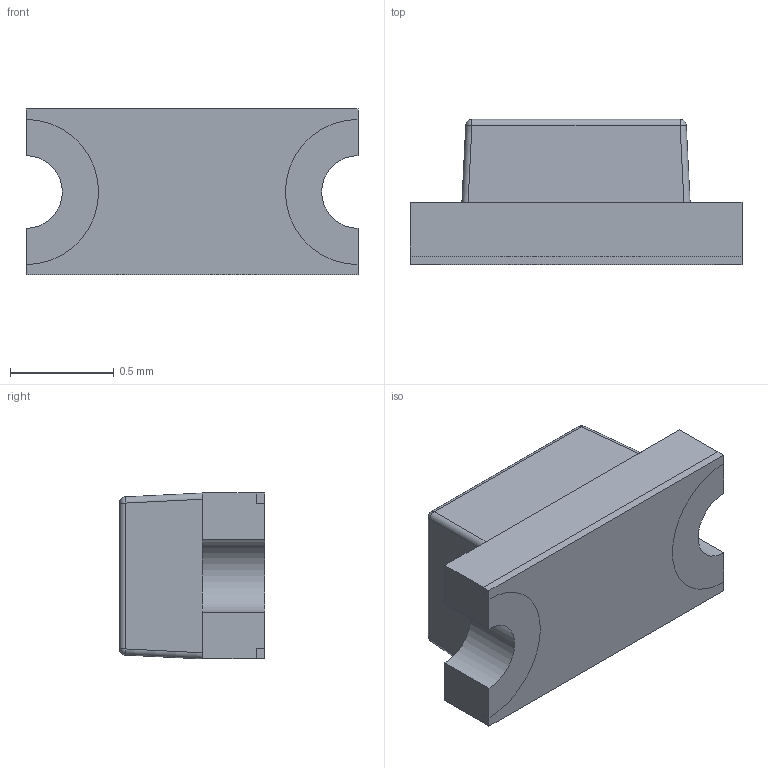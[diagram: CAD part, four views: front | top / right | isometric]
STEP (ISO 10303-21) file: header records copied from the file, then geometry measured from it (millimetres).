
FILE_DESCRIPTION(('CAx-IF Rec.Pracs.---Model Styling and Organization---1.5---2016-08-15','CAx-IF Rec.Pracs.---Geometric and Assembly Validation Properties---4.4---2016-08-17','CAx-IF Rec.Pracs.---User Defined Attributes---1.5---2016-08-15','CAx-IF Rec.Pracs.---External References---2.1---2005-01-19'),'2;1');
FILE_NAME('314349.step','2024-08-06T15:16:03',('Unspecified'),('Unspecified'),'CAD Exchanger 3.10.2 (cadexchanger.com)','Unspecified','');
FILE_SCHEMA(('AUTOMOTIVE_DESIGN { 1 0 10303 214 1 1 1 1 }'));
Length unit declared in the file: millimetre
Products named in the file (2): 150060YS75000
Bounding box: 1.6 x 0.7 x 0.8 mm (x, y, z)
Volume: 0.7 mm3; surface area: 7.2 mm2
Topology: 2 solids, 2 shells, 46 faces, 111 edges, 65 vertices
Faces by surface type: plane 28, cylinder 14, sphere 4
Entity records: 1655 total; most frequent: CARTESIAN_POINT 231, DIRECTION 221, ORIENTED_EDGE 214, EDGE_CURVE 107, LINE 79, VECTOR 79, AXIS2_PLACEMENT_3D 71, VERTEX_POINT 65
